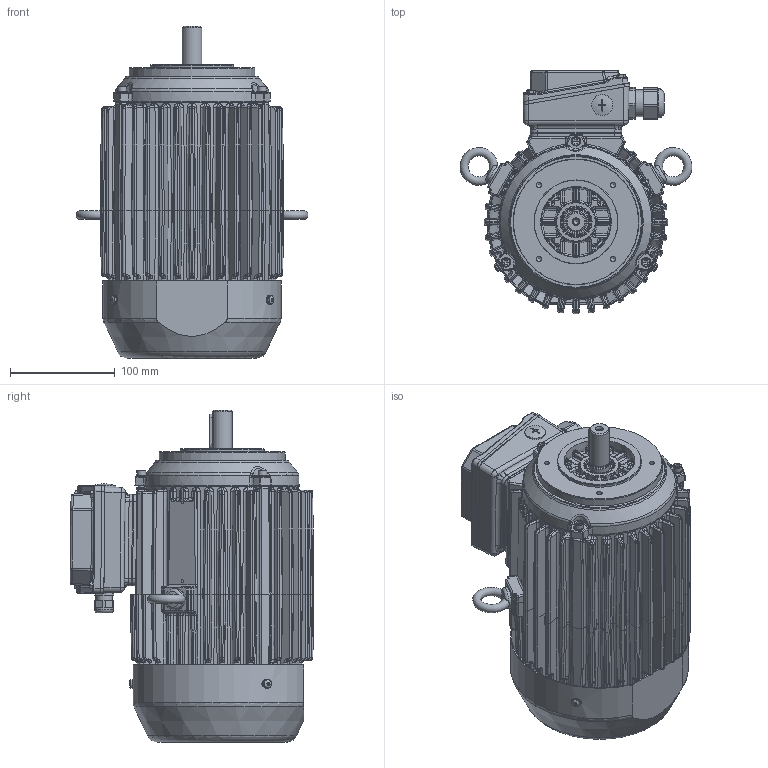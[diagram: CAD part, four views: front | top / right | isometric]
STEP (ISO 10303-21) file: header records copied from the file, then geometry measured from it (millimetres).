
FILE_DESCRIPTION(/* description */ (''),/* implementation_level */ '2;1');
FILE_NAME(/* name */ '6521635xx.stp',/* time_stamp */ '2020-12-09T15:32:13+03:00',/* author */ (''),/* organization */ (''),/* preprocessor_version */ 'ST-DEVELOPER v16',/* originating_system */ 'SIEMENS PLM Software NX 11.0',/* authorisation */ '');
FILE_SCHEMA (('AUTOMOTIVE_DESIGN { 1 0 10303 214 3 1 1 1 }'));
Products named in the file (1): 260051B46F5629o7
Bounding box: 221.29 x 232.47 x 316.76 mm (x, y, z)
Surface area: 426081.1 mm2 (no closed solid volume)
Topology: 0 solids, 78 shells, 2813 faces, 8391 edges, 5297 vertices
Faces by surface type: bspline 841, cylinder 807, plane 782, torus 200, cone 120, sphere 59, extrusion 4
Full cylindrical faces by diameter (mm): 2.5 x2, 4 x1, 5 x8, 6.4 x1, 6.5 x1, 8 x3, 8.5 x4, 8.65 x3, 10 x3, 16 x1, 17.2 x2, 18 x1, 18.4 x1, 19 x1, 20 x4, 25.25 x2, 27.7 x2, 27.8 x1, 28 x1, 34 x1, 35.5 x1, 80 x1, 120 x1
Entity records: 118262 total; most frequent: CARTESIAN_POINT 49590, ORIENTED_EDGE 13576, DIRECTION 13329, EDGE_CURVE 8065, AXIS2_PLACEMENT_3D 5273, VERTEX_POINT 5258, EDGE_LOOP 3100, ADVANCED_FACE 2813
